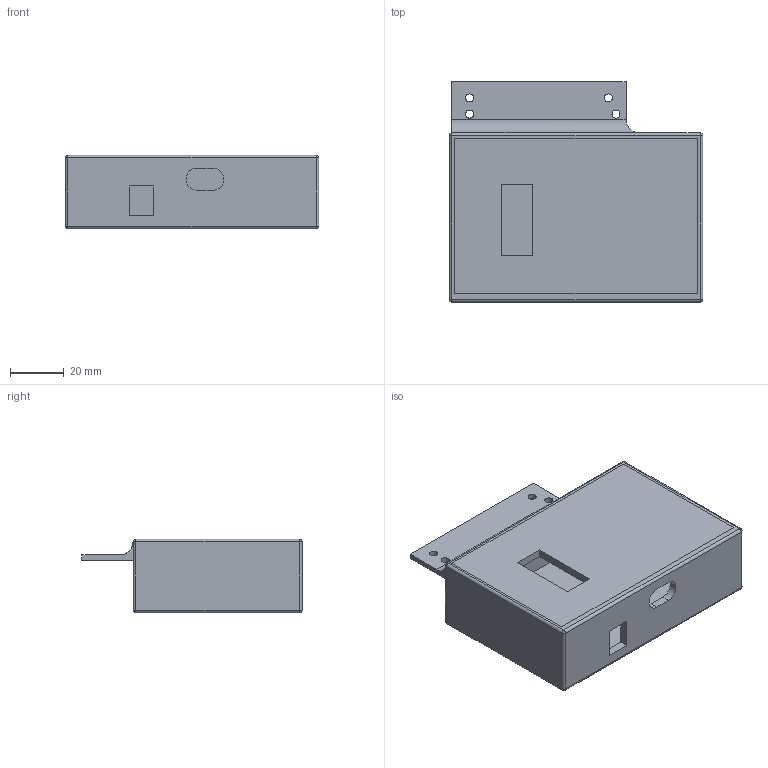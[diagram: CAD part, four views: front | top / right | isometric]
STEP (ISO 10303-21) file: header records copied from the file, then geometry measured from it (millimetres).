
FILE_DESCRIPTION(/* description */ ('STEP AP242 Edition 2','CAx-IF Rec.Pracs.---Representation and Presentation of Product Manufacturing Information (PMI)---4.0---2014-10-13','CAx-IF Rec.Pracs.---3D Tessellated Geometry---0.4---2014-09-14','2;1','CAx-IF Rec.Pracs.---User Defined Attributes---1.5---2016-08-15'),/* implementation_level */ '2;1');
FILE_NAME(/* name */ '693dae6fa307d3ee20673c3a',/* time_stamp */ '2025-12-13T18:20:31Z',/* author */ (''),/* organization */ (''),/* preprocessor_version */ 'ST-DEVELOPER v20',/* originating_system */ 'ONSHAPE BY PTC INC, 1.208',/* authorisation */ ' ');
FILE_SCHEMA (('AP242_MANAGED_MODEL_BASED_3D_ENGINEERING_MIM_LF { 1 0 10303 442 3 1 4 }'));
Length unit declared in the file: metre
Products named in the file (2): Part 278; Part 277
Bounding box: 94.68 x 82.14 x 27.47 mm (x, y, z)
Volume: 47266.7 mm3; surface area: 41639.2 mm2
Topology: 2 solids, 2 shells, 101 faces, 253 edges, 158 vertices
Faces by surface type: plane 58, cylinder 29, sphere 8, bspline 4, torus 2
Full cylindrical faces by diameter (mm): 2.2 x4, 3 x4, 4 x3, 6.2 x4
Entity records: 3010 total; most frequent: CARTESIAN_POINT 641, DIRECTION 472, ORIENTED_EDGE 446, EDGE_CURVE 223, AXIS2_PLACEMENT_3D 161, VERTEX_POINT 150, LINE 150, VECTOR 150
